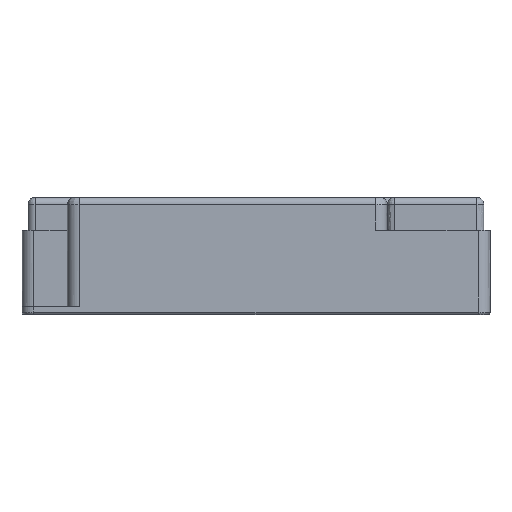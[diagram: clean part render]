
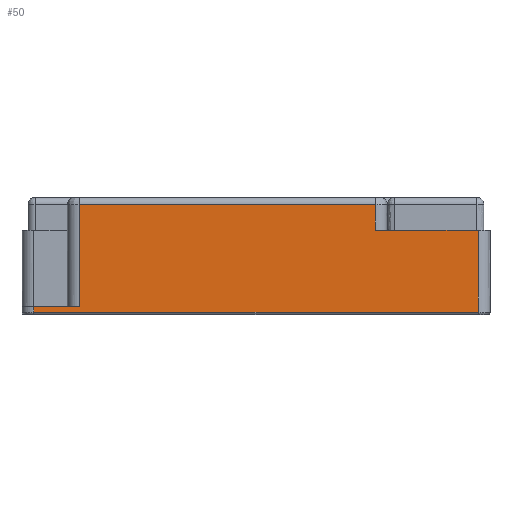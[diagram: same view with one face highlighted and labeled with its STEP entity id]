
A CAD part, front view. The second image highlights one B-rep face of the part: STEP entity #50.
In plain terms, the highlighted planar face has unit normal (0, -1, 0).
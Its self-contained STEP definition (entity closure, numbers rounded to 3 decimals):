
#50=ADVANCED_FACE('',(#246),#3019,.T.);
#246=FACE_OUTER_BOUND('',#442,.T.);
#442=EDGE_LOOP('',(#745,#746,#747,#748,#749,#750,#751,#752));
#745=ORIENTED_EDGE('',*,*,#1733,.F.);
#746=ORIENTED_EDGE('',*,*,#1730,.F.);
#747=ORIENTED_EDGE('',*,*,#1734,.T.);
#748=ORIENTED_EDGE('',*,*,#1735,.T.);
#749=ORIENTED_EDGE('',*,*,#1736,.T.);
#750=ORIENTED_EDGE('',*,*,#1737,.T.);
#751=ORIENTED_EDGE('',*,*,#1738,.T.);
#752=ORIENTED_EDGE('',*,*,#1669,.F.);
#1669=EDGE_CURVE('',#2696,#2698,#2177,.T.);
#1730=EDGE_CURVE('',#2747,#2748,#2216,.T.);
#1733=EDGE_CURVE('',#2748,#2696,#2218,.T.);
#1734=EDGE_CURVE('',#2747,#2750,#2219,.T.);
#1735=EDGE_CURVE('',#2750,#2751,#2220,.T.);
#1736=EDGE_CURVE('',#2751,#2752,#2221,.T.);
#1737=EDGE_CURVE('',#2752,#2753,#2222,.T.);
#1738=EDGE_CURVE('',#2753,#2698,#2223,.T.);
#2177=B_SPLINE_CURVE_WITH_KNOTS('',1,(#5184,#5185),.UNSPECIFIED.,.F.,.F.,
(2,2),(0.,95.),.UNSPECIFIED.);
#2216=B_SPLINE_CURVE_WITH_KNOTS('',1,(#5348,#5349),.UNSPECIFIED.,.F.,.F.,
(2,2),(0.,22.),.UNSPECIFIED.);
#2218=B_SPLINE_CURVE_WITH_KNOTS('',1,(#5355,#5356),.UNSPECIFIED.,.F.,.F.,
(2,2),(0.,17.5),.UNSPECIFIED.);
#2219=B_SPLINE_CURVE_WITH_KNOTS('',1,(#5357,#5358),.UNSPECIFIED.,.F.,.F.,
(2,2),(0.,5.5),.UNSPECIFIED.);
#2220=B_SPLINE_CURVE_WITH_KNOTS('',1,(#5359,#5360),.UNSPECIFIED.,.F.,.F.,
(2,2),(0.,63.3),.UNSPECIFIED.);
#2221=B_SPLINE_CURVE_WITH_KNOTS('',1,(#5361,#5362),.UNSPECIFIED.,.F.,.F.,
(2,2),(0.,21.8),.UNSPECIFIED.);
#2222=B_SPLINE_CURVE_WITH_KNOTS('',1,(#5363,#5364),.UNSPECIFIED.,.F.,.F.,
(2,2),(0.,9.7),.UNSPECIFIED.);
#2223=B_SPLINE_CURVE_WITH_KNOTS('',1,(#5365,#5366),.UNSPECIFIED.,.F.,.F.,
(2,2),(0.,1.2),.UNSPECIFIED.);
#2696=VERTEX_POINT('',#4927);
#2698=VERTEX_POINT('',#4929);
#2747=VERTEX_POINT('',#4978);
#2748=VERTEX_POINT('',#4979);
#2750=VERTEX_POINT('',#4981);
#2751=VERTEX_POINT('',#4982);
#2752=VERTEX_POINT('',#4983);
#2753=VERTEX_POINT('',#4984);
#3019=PLANE('',#3235);
#3235=AXIS2_PLACEMENT_3D('',#4045,#3352,$);
#3352=DIRECTION('',(0.,-1.,0.));
#4045=CARTESIAN_POINT('',(-57.044,0.,25.844));
#4927=CARTESIAN_POINT('',(47.5,0.,0.5));
#4929=CARTESIAN_POINT('',(-47.5,0.,0.5));
#4978=CARTESIAN_POINT('',(25.5,0.,18.));
#4979=CARTESIAN_POINT('',(47.5,0.,18.));
#4981=CARTESIAN_POINT('',(25.5,0.,23.5));
#4982=CARTESIAN_POINT('',(-37.8,0.,23.5));
#4983=CARTESIAN_POINT('',(-37.8,0.,1.7));
#4984=CARTESIAN_POINT('',(-47.5,0.,1.7));
#5184=CARTESIAN_POINT('',(47.5,0.,0.5));
#5185=CARTESIAN_POINT('',(-47.5,0.,0.5));
#5348=CARTESIAN_POINT('',(25.5,0.,18.));
#5349=CARTESIAN_POINT('',(47.5,0.,18.));
#5355=CARTESIAN_POINT('',(47.5,0.,18.));
#5356=CARTESIAN_POINT('',(47.5,0.,0.5));
#5357=CARTESIAN_POINT('',(25.5,0.,18.));
#5358=CARTESIAN_POINT('',(25.5,0.,23.5));
#5359=CARTESIAN_POINT('',(25.5,0.,23.5));
#5360=CARTESIAN_POINT('',(-37.8,0.,23.5));
#5361=CARTESIAN_POINT('',(-37.8,0.,23.5));
#5362=CARTESIAN_POINT('',(-37.8,0.,1.7));
#5363=CARTESIAN_POINT('',(-37.8,0.,1.7));
#5364=CARTESIAN_POINT('',(-47.5,0.,1.7));
#5365=CARTESIAN_POINT('',(-47.5,0.,1.7));
#5366=CARTESIAN_POINT('',(-47.5,0.,0.5));
